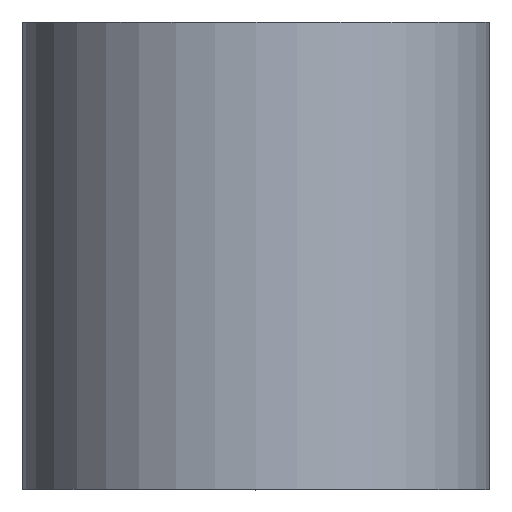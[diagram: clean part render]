
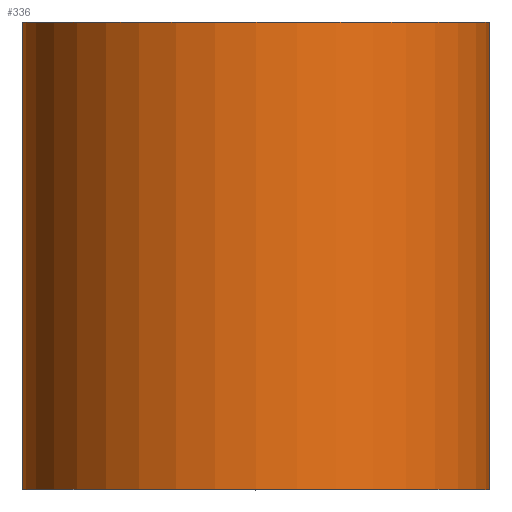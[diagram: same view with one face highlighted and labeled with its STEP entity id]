
A CAD part, top view. The second image highlights one B-rep face of the part: STEP entity #336.
In plain terms, the highlighted cylindrical face has radius 7.5 mm (diameter 15 mm), a partial arc.
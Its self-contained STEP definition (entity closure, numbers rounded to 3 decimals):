
#260=VERTEX_POINT('',#709);
#336=ADVANCED_FACE('',(#797),#798,.T.);
#420=VERTEX_POINT('',#893);
#428=EDGE_CURVE('',#666,#260,#901,.T.);
#488=EDGE_CURVE('',#420,#260,#971,.T.);
#512=EDGE_CURVE('',#420,#594,#997,.T.);
#594=VERTEX_POINT('',#1089);
#612=EDGE_CURVE('',#666,#594,#1110,.T.);
#666=VERTEX_POINT('',#1176);
#709=CARTESIAN_POINT('',(7.5,15.0,0.0));
#797=FACE_OUTER_BOUND('',#1337,.T.);
#798=CYLINDRICAL_SURFACE('',#1338,7.5);
#893=CARTESIAN_POINT('',(-7.5,15.0,0.));
#901=LINE('',#1469,#1470);
#971=CIRCLE('',#1556,7.5);
#997=LINE('',#1588,#1589);
#1089=CARTESIAN_POINT('',(-7.5,0.0,0.));
#1110=CIRCLE('',#1736,7.5);
#1176=CARTESIAN_POINT('',(7.5,0.0,0.0));
#1337=EDGE_LOOP('',(#1949,#1950,#1951,#1952));
#1338=AXIS2_PLACEMENT_3D('',#1953,#1954,#1955);
#1469=CARTESIAN_POINT('',(7.5,7.5,0.));
#1470=VECTOR('',#2069,1.0);
#1556=AXIS2_PLACEMENT_3D('',#2148,#2149,#2150);
#1588=CARTESIAN_POINT('',(-7.5,7.5,0.));
#1589=VECTOR('',#2177,1.0);
#1736=AXIS2_PLACEMENT_3D('',#2333,#2334,#2335);
#1949=ORIENTED_EDGE('',*,*,#428,.T.);
#1950=ORIENTED_EDGE('',*,*,#488,.F.);
#1951=ORIENTED_EDGE('',*,*,#512,.T.);
#1952=ORIENTED_EDGE('',*,*,#612,.F.);
#1953=CARTESIAN_POINT('',(0.0,7.5,0.0));
#1954=DIRECTION('',(0.0,-1.0,-0.0));
#1955=DIRECTION('',(1.0,0.0,0.0));
#2069=DIRECTION('',(0.0,1.0,0.0));
#2148=CARTESIAN_POINT('',(0.0,15.0,0.0));
#2149=DIRECTION('',(-0.0,1.0,0.0));
#2150=DIRECTION('',(1.0,0.0,0.0));
#2177=DIRECTION('',(-0.0,-1.0,-0.0));
#2333=CARTESIAN_POINT('',(0.0,0.0,0.0));
#2334=DIRECTION('',(0.0,-1.0,0.0));
#2335=DIRECTION('',(1.0,0.0,0.0));
